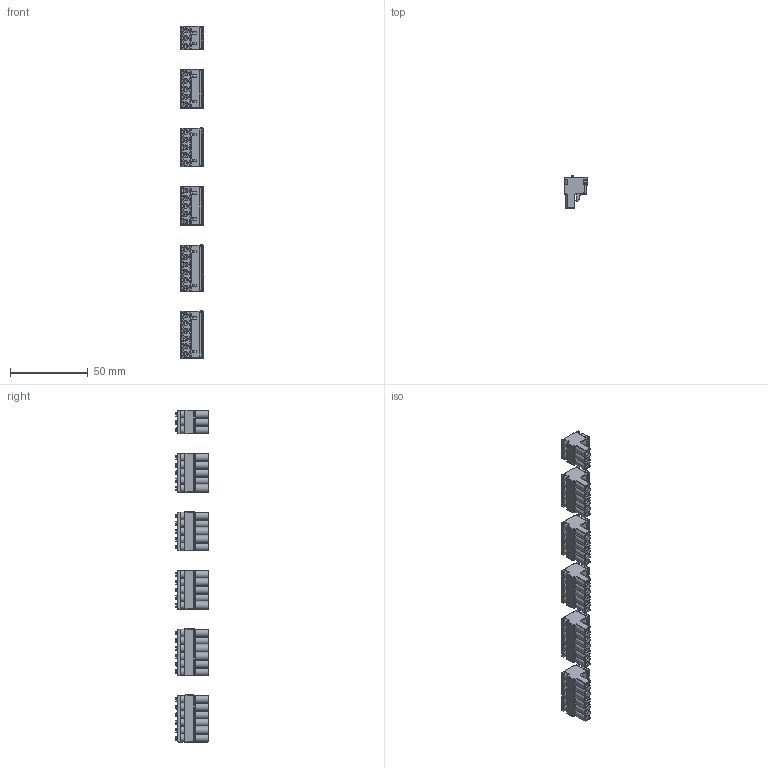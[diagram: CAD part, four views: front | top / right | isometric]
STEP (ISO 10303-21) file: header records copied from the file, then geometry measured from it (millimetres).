
FILE_DESCRIPTION (( 'STEP AP214' ), '1' );
FILE_NAME ('BX-RTB18-1.STEP', '2020-02-26T00:52:30', ( '' ), ( '' ), 'SwSTEP 2.0', 'SolidWorks 2017', '' );
FILE_SCHEMA (( 'AUTOMOTIVE_DESIGN' ));
Length unit declared in the file: inch
Products named in the file (1): BX-RTB18-1
Bounding box: 15 x 20.7 x 213.8 mm (x, y, z)
Volume: 26818.7 mm3; surface area: 20735 mm2
Topology: 8 solids, 8 shells, 3924 faces, 9896 edges, 6094 vertices
Faces by surface type: plane 2028, cylinder 1224, torus 612, cone 60
Entity records: 176407 total; most frequent: CARTESIAN_POINT 31867, ORIENTED_EDGE 19792, DIRECTION 19204, EDGE_CURVE 9896, VECTOR 6470, LINE 6470, AXIS2_PLACEMENT_3D 6367, VERTEX_POINT 6094
